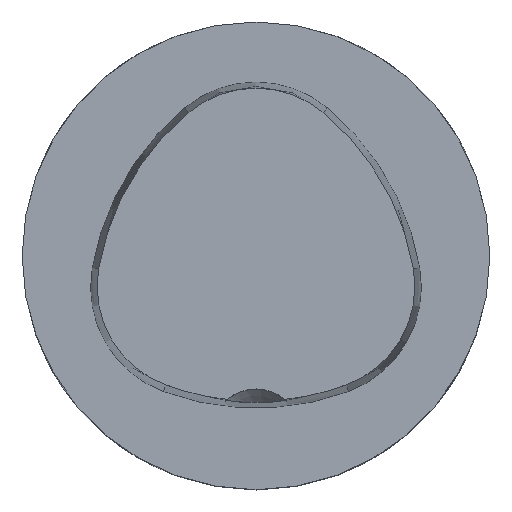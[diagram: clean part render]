
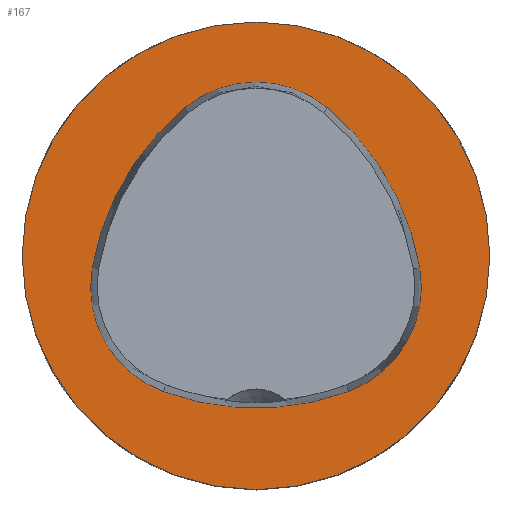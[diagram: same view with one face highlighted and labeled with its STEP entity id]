
A CAD part, top view. The second image highlights one B-rep face of the part: STEP entity #167.
In plain terms, the highlighted planar face has unit normal (0, 0, 1).
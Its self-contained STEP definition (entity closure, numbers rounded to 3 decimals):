
#75=FACE_BOUND('',#294,.T.);
#76=FACE_BOUND('',#295,.T.);
#102=CIRCLE('',#894,15.);
#104=CIRCLE('',#897,36.);
#106=CIRCLE('',#900,15.);
#108=CIRCLE('',#903,36.);
#110=CIRCLE('',#906,15.);
#112=CIRCLE('',#909,36.);
#118=CIRCLE('',#942,31.5);
#167=ADVANCED_FACE('',(#75,#76),#197,.T.);
#197=PLANE('',#943);
#294=EDGE_LOOP('',(#591));
#295=EDGE_LOOP('',(#592,#593,#594,#595,#596,#597));
#591=ORIENTED_EDGE('',*,*,#791,.F.);
#592=ORIENTED_EDGE('',*,*,#741,.T.);
#593=ORIENTED_EDGE('',*,*,#757,.T.);
#594=ORIENTED_EDGE('',*,*,#754,.T.);
#595=ORIENTED_EDGE('',*,*,#751,.T.);
#596=ORIENTED_EDGE('',*,*,#748,.T.);
#597=ORIENTED_EDGE('',*,*,#745,.T.);
#656=VERTEX_POINT('',#1349);
#657=VERTEX_POINT('',#1350);
#659=VERTEX_POINT('',#1357);
#661=VERTEX_POINT('',#1363);
#663=VERTEX_POINT('',#1369);
#665=VERTEX_POINT('',#1375);
#686=VERTEX_POINT('',#1453);
#741=EDGE_CURVE('',#656,#657,#102,.T.);
#745=EDGE_CURVE('',#659,#656,#104,.T.);
#748=EDGE_CURVE('',#661,#659,#106,.T.);
#751=EDGE_CURVE('',#663,#661,#108,.T.);
#754=EDGE_CURVE('',#665,#663,#110,.T.);
#757=EDGE_CURVE('',#657,#665,#112,.T.);
#791=EDGE_CURVE('',#686,#686,#118,.T.);
#894=AXIS2_PLACEMENT_3D('',#1348,#1079,#1080);
#897=AXIS2_PLACEMENT_3D('',#1356,#1087,#1088);
#900=AXIS2_PLACEMENT_3D('',#1362,#1094,#1095);
#903=AXIS2_PLACEMENT_3D('',#1368,#1101,#1102);
#906=AXIS2_PLACEMENT_3D('',#1374,#1108,#1109);
#909=AXIS2_PLACEMENT_3D('',#1379,#1115,#1116);
#942=AXIS2_PLACEMENT_3D('',#1452,#1201,#1202);
#943=AXIS2_PLACEMENT_3D('',#1454,#1203,#1204);
#1079=DIRECTION('',(0.,0.,-1.));
#1080=DIRECTION('',(0.866,-0.5,0.));
#1087=DIRECTION('',(0.,0.,-1.));
#1088=DIRECTION('',(0.866,0.5,0.));
#1094=DIRECTION('',(0.,0.,-1.));
#1095=DIRECTION('',(0.,1.,0.));
#1101=DIRECTION('',(0.,0.,-1.));
#1102=DIRECTION('',(-0.866,0.5,0.));
#1108=DIRECTION('',(0.,0.,-1.));
#1109=DIRECTION('',(-0.866,-0.5,0.));
#1115=DIRECTION('',(0.,0.,-1.));
#1116=DIRECTION('',(0.,-1.,0.));
#1201=DIRECTION('',(0.,0.,-1.));
#1202=DIRECTION('',(-1.,0.,0.));
#1203=DIRECTION('',(0.,0.,1.));
#1204=DIRECTION('',(0.,-1.,0.));
#1348=CARTESIAN_POINT('',(7.275,-4.2,0.));
#1349=CARTESIAN_POINT('',(22.059,-1.664,0.));
#1350=CARTESIAN_POINT('',(12.471,-18.271,0.));
#1356=CARTESIAN_POINT('',(-13.423,-7.75,0.));
#1357=CARTESIAN_POINT('',(9.588,19.936,0.));
#1362=CARTESIAN_POINT('',(0.,8.4,0.));
#1363=CARTESIAN_POINT('',(-9.588,19.936,0.));
#1368=CARTESIAN_POINT('',(13.423,-7.75,0.));
#1369=CARTESIAN_POINT('',(-22.059,-1.664,0.));
#1374=CARTESIAN_POINT('',(-7.275,-4.2,0.));
#1375=CARTESIAN_POINT('',(-12.471,-18.271,0.));
#1379=CARTESIAN_POINT('',(0.,15.5,0.));
#1452=CARTESIAN_POINT('',(0.,0.,0.));
#1453=CARTESIAN_POINT('',(-31.5,0.,0.));
#1454=CARTESIAN_POINT('',(-15.75,0.,0.));
